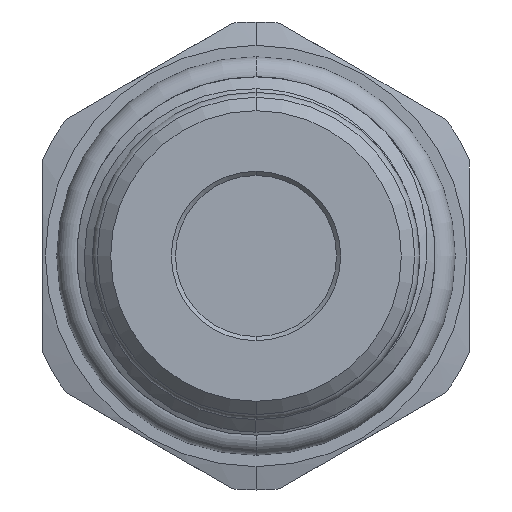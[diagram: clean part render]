
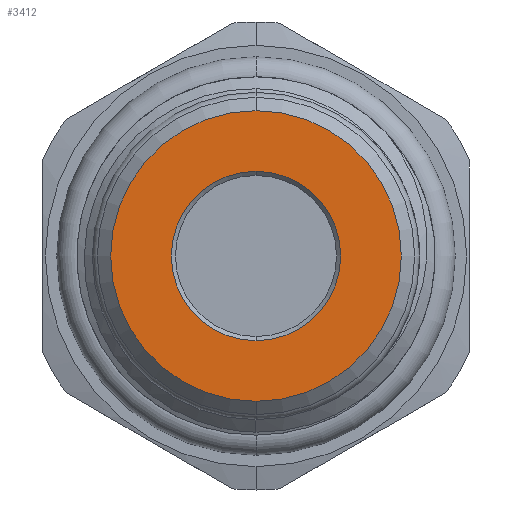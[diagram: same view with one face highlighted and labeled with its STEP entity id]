
A CAD part, left-side view. The second image highlights one B-rep face of the part: STEP entity #3412.
In plain terms, the highlighted planar face has unit normal (-1, 0, 0).
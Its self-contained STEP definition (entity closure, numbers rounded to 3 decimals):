
#309 = AXIS2_PLACEMENT_3D ( 'NONE', #2649, #857, #4102 ) ;
#371 = VERTEX_POINT ( 'NONE', #2029 ) ;
#544 = DIRECTION ( 'NONE',  ( 0., 0., 1. ) ) ;
#755 = CARTESIAN_POINT ( 'NONE',  ( -37.291, 2.831, 6.35 ) ) ;
#857 = DIRECTION ( 'NONE',  ( -1., 0., 0. ) ) ;
#867 = VERTEX_POINT ( 'NONE', #4852 ) ;
#1059 = DIRECTION ( 'NONE',  ( -1., 0., 0. ) ) ;
#1101 = ORIENTED_EDGE ( 'NONE', *, *, #5742, .F. ) ;
#1248 = EDGE_CURVE ( 'NONE', #371, #867, #2421, .T. ) ;
#1715 = PLANE ( 'NONE',  #309 ) ;
#2019 = EDGE_CURVE ( 'NONE', #5995, #2184, #5009, .T. ) ;
#2029 = CARTESIAN_POINT ( 'NONE',  ( -37.291, 2.831, -10.9 ) ) ;
#2184 = VERTEX_POINT ( 'NONE', #2914 ) ;
#2256 = AXIS2_PLACEMENT_3D ( 'NONE', #4363, #3832, #544 ) ;
#2283 = AXIS2_PLACEMENT_3D ( 'NONE', #4889, #2543, #3002 ) ;
#2393 = DIRECTION ( 'NONE',  ( 0., 0., 1. ) ) ;
#2421 = CIRCLE ( 'NONE', #2256, 10.9 ) ;
#2543 = DIRECTION ( 'NONE',  ( -1., 0., 0. ) ) ;
#2649 = CARTESIAN_POINT ( 'NONE',  ( -37.291, 2.831, 0. ) ) ;
#2854 = ORIENTED_EDGE ( 'NONE', *, *, #2019, .F. ) ;
#2867 = CARTESIAN_POINT ( 'NONE',  ( -37.291, 2.831, 0. ) ) ;
#2914 = CARTESIAN_POINT ( 'NONE',  ( -37.291, 2.831, -6.35 ) ) ;
#3002 = DIRECTION ( 'NONE',  ( 0., 0., 1. ) ) ;
#3120 = EDGE_LOOP ( 'NONE', ( #4839, #3513 ) ) ;
#3140 = EDGE_CURVE ( 'NONE', #867, #371, #4884, .T. ) ;
#3412 = ADVANCED_FACE ( 'NONE', ( #5609, #5252 ), #1715, .T. ) ;
#3428 = AXIS2_PLACEMENT_3D ( 'NONE', #2867, #1059, #2393 ) ;
#3513 = ORIENTED_EDGE ( 'NONE', *, *, #3140, .T. ) ;
#3832 = DIRECTION ( 'NONE',  ( -1., 0., 0. ) ) ;
#4102 = DIRECTION ( 'NONE',  ( 0., 0., 1. ) ) ;
#4144 = CARTESIAN_POINT ( 'NONE',  ( -37.291, 2.831, 0. ) ) ;
#4183 = DIRECTION ( 'NONE',  ( -1., 0., 0. ) ) ;
#4363 = CARTESIAN_POINT ( 'NONE',  ( -37.291, 2.831, 0. ) ) ;
#4555 = CIRCLE ( 'NONE', #3428, 6.35 ) ;
#4608 = DIRECTION ( 'NONE',  ( 0., 0., 1. ) ) ;
#4769 = EDGE_LOOP ( 'NONE', ( #2854, #1101 ) ) ;
#4839 = ORIENTED_EDGE ( 'NONE', *, *, #1248, .T. ) ;
#4852 = CARTESIAN_POINT ( 'NONE',  ( -37.291, 2.831, 10.9 ) ) ;
#4884 = CIRCLE ( 'NONE', #2283, 10.9 ) ;
#4889 = CARTESIAN_POINT ( 'NONE',  ( -37.291, 2.831, 0. ) ) ;
#5009 = CIRCLE ( 'NONE', #5921, 6.35 ) ;
#5252 = FACE_BOUND ( 'NONE', #4769, .T. ) ;
#5609 = FACE_OUTER_BOUND ( 'NONE', #3120, .T. ) ;
#5742 = EDGE_CURVE ( 'NONE', #2184, #5995, #4555, .T. ) ;
#5921 = AXIS2_PLACEMENT_3D ( 'NONE', #4144, #4183, #4608 ) ;
#5995 = VERTEX_POINT ( 'NONE', #755 ) ;
